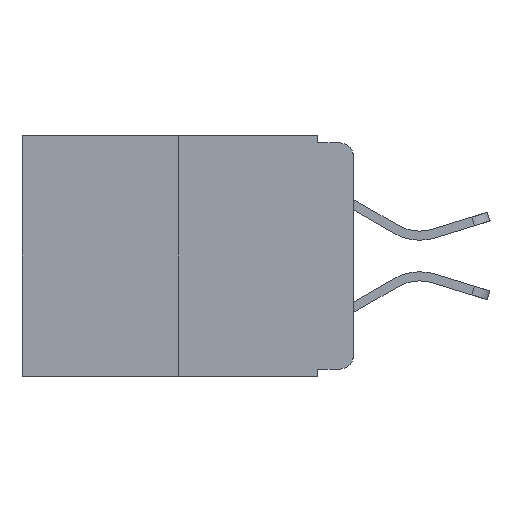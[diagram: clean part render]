
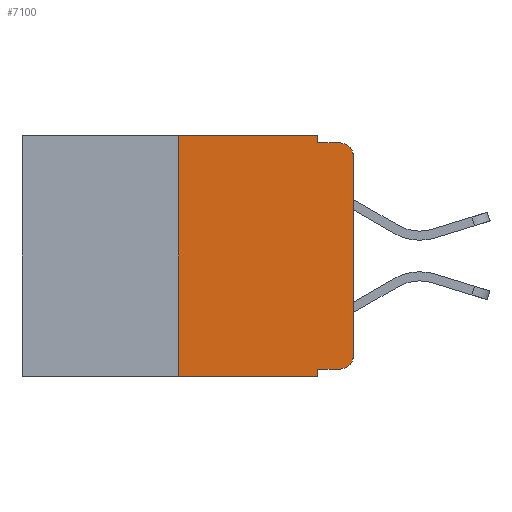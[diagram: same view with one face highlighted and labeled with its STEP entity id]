
A CAD part, left-side view. The second image highlights one B-rep face of the part: STEP entity #7100.
In plain terms, the highlighted planar face has unit normal (-1, 0, 0).
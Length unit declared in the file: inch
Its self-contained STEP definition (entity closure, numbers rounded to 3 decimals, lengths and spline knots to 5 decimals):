
#58 = VERTEX_POINT ( 'NONE', #7144 ) ;
#106 = VECTOR ( 'NONE', #7465, 39.37008 ) ;
#187 = CARTESIAN_POINT ( 'NONE',  ( 0., 0.473, 0. ) ) ;
#592 = DIRECTION ( 'NONE',  ( 0., 0., 1. ) ) ;
#826 = VERTEX_POINT ( 'NONE', #10720 ) ;
#897 = CARTESIAN_POINT ( 'NONE',  ( 0., 0.051, -0.343 ) ) ;
#1011 = CIRCLE ( 'NONE', #7125, 0.02 ) ;
#1162 = DIRECTION ( 'NONE',  ( 0., 0., -1. ) ) ;
#1203 = DIRECTION ( 'NONE',  ( 0., -1., 0. ) ) ;
#1294 = VERTEX_POINT ( 'NONE', #8478 ) ;
#1468 = VECTOR ( 'NONE', #1203, 39.37008 ) ;
#1508 = CARTESIAN_POINT ( 'NONE',  ( 0., 0.25, 0. ) ) ;
#1517 = ORIENTED_EDGE ( 'NONE', *, *, #8960, .F. ) ;
#1705 = DIRECTION ( 'NONE',  ( 0., -1., 0. ) ) ;
#2036 = PLANE ( 'NONE',  #3492 ) ;
#2090 = DIRECTION ( 'NONE',  ( -1., 0., 0. ) ) ;
#2096 = CARTESIAN_POINT ( 'NONE',  ( 0., 0.02, -0.313 ) ) ;
#2132 = ORIENTED_EDGE ( 'NONE', *, *, #10789, .T. ) ;
#2193 = VECTOR ( 'NONE', #1705, 39.37008 ) ;
#2438 = VERTEX_POINT ( 'NONE', #10632 ) ;
#2454 = CARTESIAN_POINT ( 'NONE',  ( 0., 0.051, 0. ) ) ;
#2571 = DIRECTION ( 'NONE',  ( 0., 0., -1. ) ) ;
#2644 = CARTESIAN_POINT ( 'NONE',  ( 0., 0.051, 0. ) ) ;
#2797 = ORIENTED_EDGE ( 'NONE', *, *, #3071, .F. ) ;
#2886 = DIRECTION ( 'NONE',  ( 1., 0., 0. ) ) ;
#3068 = CARTESIAN_POINT ( 'NONE',  ( 0., 0.051, -0.333 ) ) ;
#3071 = EDGE_CURVE ( 'NONE', #6078, #4490, #9150, .T. ) ;
#3162 = ORIENTED_EDGE ( 'NONE', *, *, #7808, .T. ) ;
#3221 = EDGE_CURVE ( 'NONE', #1294, #826, #1011, .T. ) ;
#3492 = AXIS2_PLACEMENT_3D ( 'NONE', #187, #2886, #8810 ) ;
#3576 = ORIENTED_EDGE ( 'NONE', *, *, #3221, .T. ) ;
#3664 = DIRECTION ( 'NONE',  ( -1., 0., 0. ) ) ;
#3775 = LINE ( 'NONE', #8839, #1468 ) ;
#4082 = CARTESIAN_POINT ( 'NONE',  ( 0., 0.473, -0.343 ) ) ;
#4362 = VERTEX_POINT ( 'NONE', #1508 ) ;
#4441 = LINE ( 'NONE', #2644, #8899 ) ;
#4490 = VERTEX_POINT ( 'NONE', #897 ) ;
#5125 = VERTEX_POINT ( 'NONE', #6866 ) ;
#5634 = DIRECTION ( 'NONE',  ( 0., 0., 1. ) ) ;
#5647 = CARTESIAN_POINT ( 'NONE',  ( 0., 0.051, -0.01 ) ) ;
#5871 = ORIENTED_EDGE ( 'NONE', *, *, #8602, .F. ) ;
#6078 = VERTEX_POINT ( 'NONE', #3068 ) ;
#6173 = LINE ( 'NONE', #9741, #10279 ) ;
#6355 = ORIENTED_EDGE ( 'NONE', *, *, #9158, .F. ) ;
#6479 = FACE_OUTER_BOUND ( 'NONE', #8653, .T. ) ;
#6565 = VECTOR ( 'NONE', #592, 39.37008 ) ;
#6616 = ORIENTED_EDGE ( 'NONE', *, *, #7510, .F. ) ;
#6658 = CARTESIAN_POINT ( 'NONE',  ( 0., 0.25, 0. ) ) ;
#6736 = LINE ( 'NONE', #10099, #2193 ) ;
#6829 = LINE ( 'NONE', #6658, #6565 ) ;
#6866 = CARTESIAN_POINT ( 'NONE',  ( 0., 0.02, -0.01 ) ) ;
#7100 = ADVANCED_FACE ( 'NONE', ( #6479 ), #2036, .F. ) ;
#7125 = AXIS2_PLACEMENT_3D ( 'NONE', #2096, #2090, #1162 ) ;
#7144 = CARTESIAN_POINT ( 'NONE',  ( 0., 0., -0.03 ) ) ;
#7337 = LINE ( 'NONE', #4082, #106 ) ;
#7387 = ORIENTED_EDGE ( 'NONE', *, *, #9880, .T. ) ;
#7465 = DIRECTION ( 'NONE',  ( 0., -1., 0. ) ) ;
#7510 = EDGE_CURVE ( 'NONE', #10094, #5125, #6736, .T. ) ;
#7616 = DIRECTION ( 'NONE',  ( 0., -1., 0. ) ) ;
#7625 = CIRCLE ( 'NONE', #10095, 0.02 ) ;
#7808 = EDGE_CURVE ( 'NONE', #6078, #1294, #3775, .T. ) ;
#7953 = ORIENTED_EDGE ( 'NONE', *, *, #8806, .T. ) ;
#8431 = CARTESIAN_POINT ( 'NONE',  ( 0., 0.473, 0. ) ) ;
#8478 = CARTESIAN_POINT ( 'NONE',  ( 0., 0.02, -0.333 ) ) ;
#8571 = DIRECTION ( 'NONE',  ( 0., 0., -1. ) ) ;
#8602 = EDGE_CURVE ( 'NONE', #4362, #10818, #8778, .T. ) ;
#8653 = EDGE_LOOP ( 'NONE', ( #7953, #7387, #6616, #6355, #5871, #1517, #2132, #2797, #3162, #3576 ) ) ;
#8731 = CARTESIAN_POINT ( 'NONE',  ( 0., 0.02, -0.03 ) ) ;
#8778 = LINE ( 'NONE', #8431, #10670 ) ;
#8806 = EDGE_CURVE ( 'NONE', #826, #58, #6173, .T. ) ;
#8810 = DIRECTION ( 'NONE',  ( 0., 0., -1. ) ) ;
#8839 = CARTESIAN_POINT ( 'NONE',  ( 0., 0.051, -0.333 ) ) ;
#8899 = VECTOR ( 'NONE', #8571, 39.37008 ) ;
#8960 = EDGE_CURVE ( 'NONE', #2438, #4362, #6829, .T. ) ;
#9150 = LINE ( 'NONE', #2454, #10995 ) ;
#9158 = EDGE_CURVE ( 'NONE', #10818, #10094, #4441, .T. ) ;
#9543 = DIRECTION ( 'NONE',  ( 0., 0., -1. ) ) ;
#9741 = CARTESIAN_POINT ( 'NONE',  ( 0., 0., 0. ) ) ;
#9880 = EDGE_CURVE ( 'NONE', #58, #5125, #7625, .T. ) ;
#9941 = CARTESIAN_POINT ( 'NONE',  ( 0., 0.051, 0. ) ) ;
#10094 = VERTEX_POINT ( 'NONE', #5647 ) ;
#10095 = AXIS2_PLACEMENT_3D ( 'NONE', #8731, #3664, #9543 ) ;
#10099 = CARTESIAN_POINT ( 'NONE',  ( 0., 0.051, -0.01 ) ) ;
#10279 = VECTOR ( 'NONE', #5634, 39.37008 ) ;
#10632 = CARTESIAN_POINT ( 'NONE',  ( 0., 0.25, -0.343 ) ) ;
#10670 = VECTOR ( 'NONE', #7616, 39.37008 ) ;
#10720 = CARTESIAN_POINT ( 'NONE',  ( 0., 0., -0.313 ) ) ;
#10789 = EDGE_CURVE ( 'NONE', #2438, #4490, #7337, .T. ) ;
#10818 = VERTEX_POINT ( 'NONE', #9941 ) ;
#10995 = VECTOR ( 'NONE', #2571, 39.37008 ) ;
